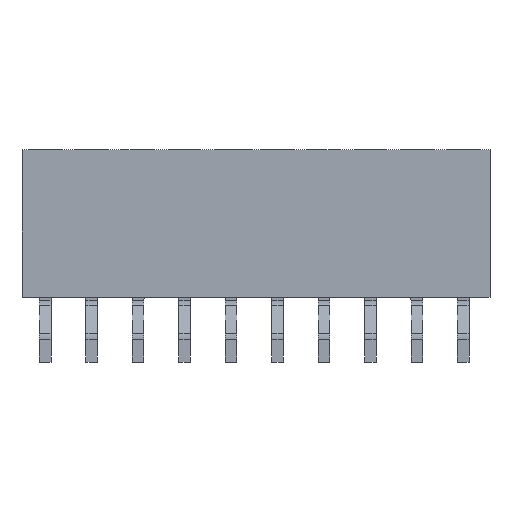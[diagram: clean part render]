
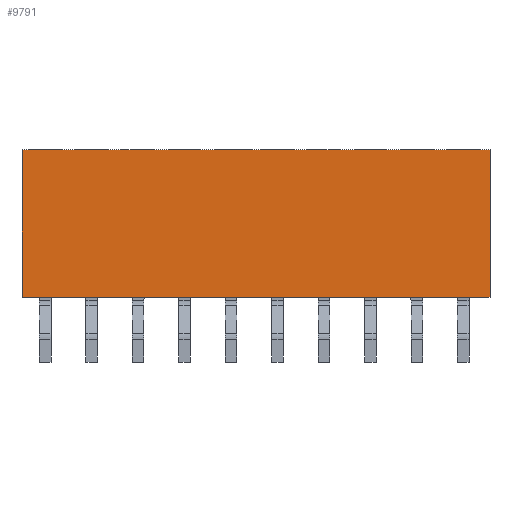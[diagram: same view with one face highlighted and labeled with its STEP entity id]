
A CAD part, top view. The second image highlights one B-rep face of the part: STEP entity #9791.
In plain terms, the highlighted planar face has unit normal (0, 0, 1).
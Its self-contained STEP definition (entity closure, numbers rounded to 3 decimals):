
#177=CARTESIAN_POINT('',(40.3,0.,0.));
#178=VERTEX_POINT('',#177);
#220=CARTESIAN_POINT('',(40.3,6.35,0.));
#221=VERTEX_POINT('',#220);
#231=CARTESIAN_POINT('',(40.3,6.35,0.));
#232=CARTESIAN_POINT('',(40.3,5.08,0.));
#233=CARTESIAN_POINT('',(40.3,3.81,0.));
#234=CARTESIAN_POINT('',(40.3,2.54,0.));
#235=CARTESIAN_POINT('',(40.3,1.27,0.));
#236=CARTESIAN_POINT('',(40.3,0.,0.));
#237=B_SPLINE_CURVE_WITH_KNOTS('',5,(#231,#232,#233,#234,#235,#236),.UNSPECIFIED.,.F.,.U.,(6,6),(0.,6.35),.UNSPECIFIED.);
#238=EDGE_CURVE('',#221,#178,#237,.T.);
#9495=CARTESIAN_POINT('',(20.15,6.35,0.));
#9496=VERTEX_POINT('',#9495);
#9503=CARTESIAN_POINT('',(20.15,6.35,0.));
#9504=CARTESIAN_POINT('',(24.18,6.35,0.));
#9505=CARTESIAN_POINT('',(28.21,6.35,0.));
#9506=CARTESIAN_POINT('',(32.24,6.35,0.));
#9507=CARTESIAN_POINT('',(36.27,6.35,0.));
#9508=CARTESIAN_POINT('',(40.3,6.35,0.));
#9509=B_SPLINE_CURVE_WITH_KNOTS('',5,(#9503,#9504,#9505,#9506,#9507,#9508),.UNSPECIFIED.,.F.,.U.,(6,6),(20.15,40.3),.UNSPECIFIED.);
#9510=EDGE_CURVE('',#9496,#221,#9509,.T.);
#9575=CARTESIAN_POINT('',(30.175,3.175,0.));
#9576=DIRECTION('',(1.,0.,0.));
#9577=DIRECTION('',(0.,0.,1.));
#9578=AXIS2_PLACEMENT_3D('',#9575,#9577,#9576);
#9579=PLANE('',#9578);
#9580=CARTESIAN_POINT('',(20.15,0.,0.));
#9581=VERTEX_POINT('',#9580);
#9582=CARTESIAN_POINT('',(20.8,0.,0.));
#9583=VERTEX_POINT('',#9582);
#9584=CARTESIAN_POINT('',(20.15,0.,0.));
#9585=CARTESIAN_POINT('',(20.28,0.,0.));
#9586=CARTESIAN_POINT('',(20.41,0.,0.));
#9587=CARTESIAN_POINT('',(20.54,0.,0.));
#9588=CARTESIAN_POINT('',(20.67,0.,0.));
#9589=CARTESIAN_POINT('',(20.8,0.,0.));
#9590=B_SPLINE_CURVE_WITH_KNOTS('',5,(#9584,#9585,#9586,#9587,#9588,#9589),.UNSPECIFIED.,.F.,.U.,(6,6),(0.65,1.3),.UNSPECIFIED.);
#9591=EDGE_CURVE('',#9581,#9583,#9590,.T.);
#9592=ORIENTED_EDGE('',*,*,#9591,.T.);
#9593=CARTESIAN_POINT('',(21.5,0.,0.));
#9594=VERTEX_POINT('',#9593);
#9595=CARTESIAN_POINT('',(21.5,0.,0.));
#9596=DIRECTION('',(-1.,0.,0.));
#9597=VECTOR('',#9596,0.7);
#9598=LINE('',#9595,#9597);
#9599=EDGE_CURVE('',#9594,#9583,#9598,.T.);
#9600=ORIENTED_EDGE('',*,*,#9599,.F.);
#9601=CARTESIAN_POINT('',(22.8,0.,0.));
#9602=VERTEX_POINT('',#9601);
#9603=CARTESIAN_POINT('',(21.5,0.,0.));
#9604=CARTESIAN_POINT('',(21.76,0.,0.));
#9605=CARTESIAN_POINT('',(22.02,0.,0.));
#9606=CARTESIAN_POINT('',(22.28,0.,0.));
#9607=CARTESIAN_POINT('',(22.54,0.,0.));
#9608=CARTESIAN_POINT('',(22.8,0.,0.));
#9609=B_SPLINE_CURVE_WITH_KNOTS('',5,(#9603,#9604,#9605,#9606,#9607,#9608),.UNSPECIFIED.,.F.,.U.,(6,6),(0.,1.3),.UNSPECIFIED.);
#9610=EDGE_CURVE('',#9594,#9602,#9609,.T.);
#9611=ORIENTED_EDGE('',*,*,#9610,.T.);
#9612=CARTESIAN_POINT('',(23.5,0.,0.));
#9613=VERTEX_POINT('',#9612);
#9614=CARTESIAN_POINT('',(23.5,0.,0.));
#9615=DIRECTION('',(-1.,0.,0.));
#9616=VECTOR('',#9615,0.7);
#9617=LINE('',#9614,#9616);
#9618=EDGE_CURVE('',#9613,#9602,#9617,.T.);
#9619=ORIENTED_EDGE('',*,*,#9618,.F.);
#9620=CARTESIAN_POINT('',(24.8,0.,0.));
#9621=VERTEX_POINT('',#9620);
#9622=CARTESIAN_POINT('',(23.5,0.,0.));
#9623=CARTESIAN_POINT('',(23.76,0.,0.));
#9624=CARTESIAN_POINT('',(24.02,0.,0.));
#9625=CARTESIAN_POINT('',(24.28,0.,0.));
#9626=CARTESIAN_POINT('',(24.54,0.,0.));
#9627=CARTESIAN_POINT('',(24.8,0.,0.));
#9628=B_SPLINE_CURVE_WITH_KNOTS('',5,(#9622,#9623,#9624,#9625,#9626,#9627),.UNSPECIFIED.,.F.,.U.,(6,6),(0.,1.3),.UNSPECIFIED.);
#9629=EDGE_CURVE('',#9613,#9621,#9628,.T.);
#9630=ORIENTED_EDGE('',*,*,#9629,.T.);
#9631=CARTESIAN_POINT('',(25.5,0.,0.));
#9632=VERTEX_POINT('',#9631);
#9633=CARTESIAN_POINT('',(25.5,0.,0.));
#9634=DIRECTION('',(-1.,0.,0.));
#9635=VECTOR('',#9634,0.7);
#9636=LINE('',#9633,#9635);
#9637=EDGE_CURVE('',#9632,#9621,#9636,.T.);
#9638=ORIENTED_EDGE('',*,*,#9637,.F.);
#9639=CARTESIAN_POINT('',(26.8,0.,0.));
#9640=VERTEX_POINT('',#9639);
#9641=CARTESIAN_POINT('',(25.5,0.,0.));
#9642=CARTESIAN_POINT('',(25.76,0.,0.));
#9643=CARTESIAN_POINT('',(26.02,0.,0.));
#9644=CARTESIAN_POINT('',(26.28,0.,0.));
#9645=CARTESIAN_POINT('',(26.54,0.,0.));
#9646=CARTESIAN_POINT('',(26.8,0.,0.));
#9647=B_SPLINE_CURVE_WITH_KNOTS('',5,(#9641,#9642,#9643,#9644,#9645,#9646),.UNSPECIFIED.,.F.,.U.,(6,6),(0.,1.3),.UNSPECIFIED.);
#9648=EDGE_CURVE('',#9632,#9640,#9647,.T.);
#9649=ORIENTED_EDGE('',*,*,#9648,.T.);
#9650=CARTESIAN_POINT('',(27.5,0.,0.));
#9651=VERTEX_POINT('',#9650);
#9652=CARTESIAN_POINT('',(27.5,0.,0.));
#9653=DIRECTION('',(-1.,0.,0.));
#9654=VECTOR('',#9653,0.7);
#9655=LINE('',#9652,#9654);
#9656=EDGE_CURVE('',#9651,#9640,#9655,.T.);
#9657=ORIENTED_EDGE('',*,*,#9656,.F.);
#9658=CARTESIAN_POINT('',(28.8,0.,0.));
#9659=VERTEX_POINT('',#9658);
#9660=CARTESIAN_POINT('',(27.5,0.,0.));
#9661=CARTESIAN_POINT('',(27.76,0.,0.));
#9662=CARTESIAN_POINT('',(28.02,0.,0.));
#9663=CARTESIAN_POINT('',(28.28,0.,0.));
#9664=CARTESIAN_POINT('',(28.54,0.,0.));
#9665=CARTESIAN_POINT('',(28.8,0.,0.));
#9666=B_SPLINE_CURVE_WITH_KNOTS('',5,(#9660,#9661,#9662,#9663,#9664,#9665),.UNSPECIFIED.,.F.,.U.,(6,6),(0.,1.3),.UNSPECIFIED.);
#9667=EDGE_CURVE('',#9651,#9659,#9666,.T.);
#9668=ORIENTED_EDGE('',*,*,#9667,.T.);
#9669=CARTESIAN_POINT('',(29.5,0.,0.));
#9670=VERTEX_POINT('',#9669);
#9671=CARTESIAN_POINT('',(29.5,0.,0.));
#9672=DIRECTION('',(-1.,0.,0.));
#9673=VECTOR('',#9672,0.7);
#9674=LINE('',#9671,#9673);
#9675=EDGE_CURVE('',#9670,#9659,#9674,.T.);
#9676=ORIENTED_EDGE('',*,*,#9675,.F.);
#9677=CARTESIAN_POINT('',(30.8,0.,0.));
#9678=VERTEX_POINT('',#9677);
#9679=CARTESIAN_POINT('',(29.5,0.,0.));
#9680=CARTESIAN_POINT('',(29.76,0.,0.));
#9681=CARTESIAN_POINT('',(30.02,0.,0.));
#9682=CARTESIAN_POINT('',(30.28,0.,0.));
#9683=CARTESIAN_POINT('',(30.54,0.,0.));
#9684=CARTESIAN_POINT('',(30.8,0.,0.));
#9685=B_SPLINE_CURVE_WITH_KNOTS('',5,(#9679,#9680,#9681,#9682,#9683,#9684),.UNSPECIFIED.,.F.,.U.,(6,6),(0.,1.3),.UNSPECIFIED.);
#9686=EDGE_CURVE('',#9670,#9678,#9685,.T.);
#9687=ORIENTED_EDGE('',*,*,#9686,.T.);
#9688=CARTESIAN_POINT('',(31.5,0.,0.));
#9689=VERTEX_POINT('',#9688);
#9690=CARTESIAN_POINT('',(31.5,0.,0.));
#9691=DIRECTION('',(-1.,0.,0.));
#9692=VECTOR('',#9691,0.7);
#9693=LINE('',#9690,#9692);
#9694=EDGE_CURVE('',#9689,#9678,#9693,.T.);
#9695=ORIENTED_EDGE('',*,*,#9694,.F.);
#9696=CARTESIAN_POINT('',(32.8,0.,0.));
#9697=VERTEX_POINT('',#9696);
#9698=CARTESIAN_POINT('',(31.5,0.,0.));
#9699=CARTESIAN_POINT('',(31.76,0.,0.));
#9700=CARTESIAN_POINT('',(32.02,0.,0.));
#9701=CARTESIAN_POINT('',(32.28,0.,0.));
#9702=CARTESIAN_POINT('',(32.54,0.,0.));
#9703=CARTESIAN_POINT('',(32.8,0.,0.));
#9704=B_SPLINE_CURVE_WITH_KNOTS('',5,(#9698,#9699,#9700,#9701,#9702,#9703),.UNSPECIFIED.,.F.,.U.,(6,6),(0.,1.3),.UNSPECIFIED.);
#9705=EDGE_CURVE('',#9689,#9697,#9704,.T.);
#9706=ORIENTED_EDGE('',*,*,#9705,.T.);
#9707=CARTESIAN_POINT('',(33.5,0.,0.));
#9708=VERTEX_POINT('',#9707);
#9709=CARTESIAN_POINT('',(33.5,0.,0.));
#9710=DIRECTION('',(-1.,0.,0.));
#9711=VECTOR('',#9710,0.7);
#9712=LINE('',#9709,#9711);
#9713=EDGE_CURVE('',#9708,#9697,#9712,.T.);
#9714=ORIENTED_EDGE('',*,*,#9713,.F.);
#9715=CARTESIAN_POINT('',(34.8,0.,0.));
#9716=VERTEX_POINT('',#9715);
#9717=CARTESIAN_POINT('',(33.5,0.,0.));
#9718=CARTESIAN_POINT('',(33.76,0.,0.));
#9719=CARTESIAN_POINT('',(34.02,0.,0.));
#9720=CARTESIAN_POINT('',(34.28,0.,0.));
#9721=CARTESIAN_POINT('',(34.54,0.,0.));
#9722=CARTESIAN_POINT('',(34.8,0.,0.));
#9723=B_SPLINE_CURVE_WITH_KNOTS('',5,(#9717,#9718,#9719,#9720,#9721,#9722),.UNSPECIFIED.,.F.,.U.,(6,6),(0.,1.3),.UNSPECIFIED.);
#9724=EDGE_CURVE('',#9708,#9716,#9723,.T.);
#9725=ORIENTED_EDGE('',*,*,#9724,.T.);
#9726=CARTESIAN_POINT('',(35.5,0.,0.));
#9727=VERTEX_POINT('',#9726);
#9728=CARTESIAN_POINT('',(35.5,0.,0.));
#9729=DIRECTION('',(-1.,0.,0.));
#9730=VECTOR('',#9729,0.7);
#9731=LINE('',#9728,#9730);
#9732=EDGE_CURVE('',#9727,#9716,#9731,.T.);
#9733=ORIENTED_EDGE('',*,*,#9732,.F.);
#9734=CARTESIAN_POINT('',(36.8,0.,0.));
#9735=VERTEX_POINT('',#9734);
#9736=CARTESIAN_POINT('',(35.5,0.,0.));
#9737=CARTESIAN_POINT('',(35.76,0.,0.));
#9738=CARTESIAN_POINT('',(36.02,0.,0.));
#9739=CARTESIAN_POINT('',(36.28,0.,0.));
#9740=CARTESIAN_POINT('',(36.54,0.,0.));
#9741=CARTESIAN_POINT('',(36.8,0.,0.));
#9742=B_SPLINE_CURVE_WITH_KNOTS('',5,(#9736,#9737,#9738,#9739,#9740,#9741),.UNSPECIFIED.,.F.,.U.,(6,6),(0.,1.3),.UNSPECIFIED.);
#9743=EDGE_CURVE('',#9727,#9735,#9742,.T.);
#9744=ORIENTED_EDGE('',*,*,#9743,.T.);
#9745=CARTESIAN_POINT('',(37.5,0.,0.));
#9746=VERTEX_POINT('',#9745);
#9747=CARTESIAN_POINT('',(37.5,0.,0.));
#9748=DIRECTION('',(-1.,0.,0.));
#9749=VECTOR('',#9748,0.7);
#9750=LINE('',#9747,#9749);
#9751=EDGE_CURVE('',#9746,#9735,#9750,.T.);
#9752=ORIENTED_EDGE('',*,*,#9751,.F.);
#9753=CARTESIAN_POINT('',(38.8,0.,0.));
#9754=VERTEX_POINT('',#9753);
#9755=CARTESIAN_POINT('',(37.5,0.,0.));
#9756=CARTESIAN_POINT('',(37.76,0.,0.));
#9757=CARTESIAN_POINT('',(38.02,0.,0.));
#9758=CARTESIAN_POINT('',(38.28,0.,0.));
#9759=CARTESIAN_POINT('',(38.54,0.,0.));
#9760=CARTESIAN_POINT('',(38.8,0.,0.));
#9761=B_SPLINE_CURVE_WITH_KNOTS('',5,(#9755,#9756,#9757,#9758,#9759,#9760),.UNSPECIFIED.,.F.,.U.,(6,6),(0.,1.3),.UNSPECIFIED.);
#9762=EDGE_CURVE('',#9746,#9754,#9761,.T.);
#9763=ORIENTED_EDGE('',*,*,#9762,.T.);
#9764=CARTESIAN_POINT('',(39.5,0.,0.));
#9765=VERTEX_POINT('',#9764);
#9766=CARTESIAN_POINT('',(39.5,0.,0.));
#9767=DIRECTION('',(-1.,0.,0.));
#9768=VECTOR('',#9767,0.7);
#9769=LINE('',#9766,#9768);
#9770=EDGE_CURVE('',#9765,#9754,#9769,.T.);
#9771=ORIENTED_EDGE('',*,*,#9770,.F.);
#9772=CARTESIAN_POINT('',(39.5,0.,0.));
#9773=CARTESIAN_POINT('',(39.66,0.,0.));
#9774=CARTESIAN_POINT('',(39.82,0.,0.));
#9775=CARTESIAN_POINT('',(39.98,0.,0.));
#9776=CARTESIAN_POINT('',(40.14,0.,0.));
#9777=CARTESIAN_POINT('',(40.3,0.,0.));
#9778=B_SPLINE_CURVE_WITH_KNOTS('',5,(#9772,#9773,#9774,#9775,#9776,#9777),.UNSPECIFIED.,.F.,.U.,(6,6),(0.,0.8),.UNSPECIFIED.);
#9779=EDGE_CURVE('',#9765,#178,#9778,.T.);
#9780=ORIENTED_EDGE('',*,*,#9779,.T.);
#9781=ORIENTED_EDGE('',*,*,#238,.F.);
#9782=ORIENTED_EDGE('',*,*,#9510,.F.);
#9783=CARTESIAN_POINT('',(20.15,0.,0.));
#9784=DIRECTION('',(0.,1.,0.));
#9785=VECTOR('',#9784,6.35);
#9786=LINE('',#9783,#9785);
#9787=EDGE_CURVE('',#9581,#9496,#9786,.T.);
#9788=ORIENTED_EDGE('',*,*,#9787,.F.);
#9789=EDGE_LOOP('',(#9592,#9600,#9611,#9619,#9630,#9638,#9649,#9657,#9668,#9676,#9687,#9695,#9706,#9714,#9725,#9733,#9744,#9752,#9763,#9771,#9780,#9781,#9782,#9788));
#9790=FACE_OUTER_BOUND('',#9789,.T.);
#9791=ADVANCED_FACE('',(#9790),#9579,.T.);
